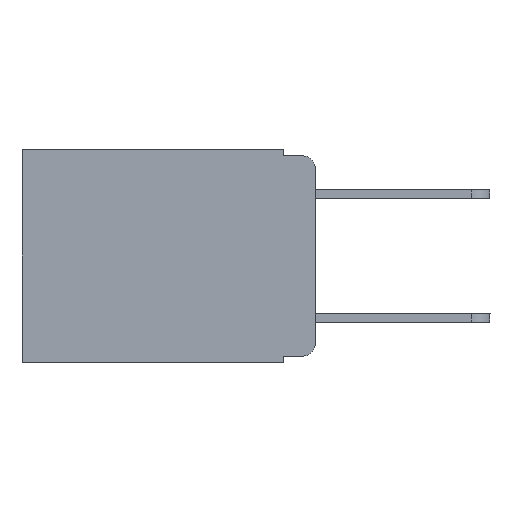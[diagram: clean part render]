
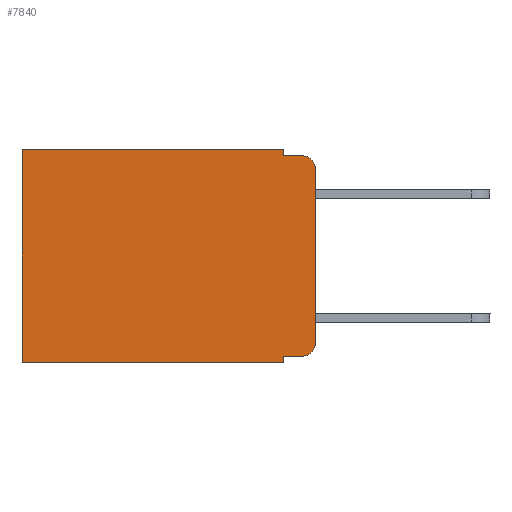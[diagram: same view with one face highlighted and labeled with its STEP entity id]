
A CAD part, left-side view. The second image highlights one B-rep face of the part: STEP entity #7840.
In plain terms, the highlighted planar face has unit normal (-1, 0, 0).
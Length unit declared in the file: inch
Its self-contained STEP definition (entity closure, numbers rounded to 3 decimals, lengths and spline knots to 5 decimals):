
#246 = LINE ( 'NONE', #23819, #11679 ) ;
#760 = DIRECTION ( 'NONE',  ( 0., -1., 0. ) ) ;
#808 = ORIENTED_EDGE ( 'NONE', *, *, #12561, .T. ) ;
#1045 = DIRECTION ( 'NONE',  ( 0., 0., -1. ) ) ;
#1909 = DIRECTION ( 'NONE',  ( -1., 0., 0. ) ) ;
#1954 = CARTESIAN_POINT ( 'NONE',  ( 0.298, 0.051, -0.333 ) ) ;
#2255 = EDGE_CURVE ( 'NONE', #3713, #4300, #16527, .T. ) ;
#2512 = ORIENTED_EDGE ( 'NONE', *, *, #17309, .T. ) ;
#2624 = VERTEX_POINT ( 'NONE', #9992 ) ;
#2646 = FACE_OUTER_BOUND ( 'NONE', #6570, .T. ) ;
#2813 = VECTOR ( 'NONE', #21622, 39.37008 ) ;
#2895 = VERTEX_POINT ( 'NONE', #21910 ) ;
#3177 = CARTESIAN_POINT ( 'NONE',  ( 0.298, 0.051, 0. ) ) ;
#3592 = DIRECTION ( 'NONE',  ( 0., 0., -1. ) ) ;
#3604 = CARTESIAN_POINT ( 'NONE',  ( 0.298, 0.051, -0.333 ) ) ;
#3713 = VERTEX_POINT ( 'NONE', #6873 ) ;
#3838 = EDGE_CURVE ( 'NONE', #19401, #4300, #9970, .T. ) ;
#4204 = DIRECTION ( 'NONE',  ( 0., 0., -1. ) ) ;
#4242 = CIRCLE ( 'NONE', #14316, 0.02 ) ;
#4268 = ORIENTED_EDGE ( 'NONE', *, *, #21067, .T. ) ;
#4300 = VERTEX_POINT ( 'NONE', #13513 ) ;
#5972 = VECTOR ( 'NONE', #8320, 39.37008 ) ;
#6570 = EDGE_LOOP ( 'NONE', ( #25259, #2512, #18249, #22890, #7277, #17390, #12409, #7838, #4268, #808 ) ) ;
#6873 = CARTESIAN_POINT ( 'NONE',  ( 0.298, 0.051, -0.343 ) ) ;
#6936 = DIRECTION ( 'NONE',  ( 0., 1., 0. ) ) ;
#7277 = ORIENTED_EDGE ( 'NONE', *, *, #10624, .T. ) ;
#7287 = VECTOR ( 'NONE', #12278, 39.37008 ) ;
#7331 = VERTEX_POINT ( 'NONE', #22974 ) ;
#7838 = ORIENTED_EDGE ( 'NONE', *, *, #15376, .F. ) ;
#7840 = ADVANCED_FACE ( 'NONE', ( #2646 ), #14882, .F. ) ;
#7856 = VECTOR ( 'NONE', #760, 39.37008 ) ;
#8008 = CARTESIAN_POINT ( 'NONE',  ( 0.298, 0., 0. ) ) ;
#8095 = VERTEX_POINT ( 'NONE', #3604 ) ;
#8320 = DIRECTION ( 'NONE',  ( 0., -1., 0. ) ) ;
#8441 = EDGE_CURVE ( 'NONE', #2895, #7331, #13099, .T. ) ;
#8529 = DIRECTION ( 'NONE',  ( -1., 0., 0. ) ) ;
#8601 = CIRCLE ( 'NONE', #9988, 0.02 ) ;
#9744 = VERTEX_POINT ( 'NONE', #12578 ) ;
#9970 = LINE ( 'NONE', #17084, #13678 ) ;
#9988 = AXIS2_PLACEMENT_3D ( 'NONE', #24678, #8529, #24513 ) ;
#9992 = CARTESIAN_POINT ( 'NONE',  ( 0.298, 0.02, -0.333 ) ) ;
#10624 = EDGE_CURVE ( 'NONE', #21991, #19401, #17925, .T. ) ;
#11679 = VECTOR ( 'NONE', #4204, 39.37008 ) ;
#12102 = CARTESIAN_POINT ( 'NONE',  ( 0.298, 0.473, 0. ) ) ;
#12278 = DIRECTION ( 'NONE',  ( 0., 0., -1. ) ) ;
#12409 = ORIENTED_EDGE ( 'NONE', *, *, #2255, .F. ) ;
#12561 = EDGE_CURVE ( 'NONE', #2624, #9744, #8601, .T. ) ;
#12578 = CARTESIAN_POINT ( 'NONE',  ( 0.298, 0., -0.313 ) ) ;
#12827 = EDGE_CURVE ( 'NONE', #21991, #2895, #246, .T. ) ;
#12872 = CARTESIAN_POINT ( 'NONE',  ( 0.298, 0., -0.343 ) ) ;
#12883 = CARTESIAN_POINT ( 'NONE',  ( 0.298, 0.051, -0.01 ) ) ;
#13099 = LINE ( 'NONE', #12883, #7856 ) ;
#13513 = CARTESIAN_POINT ( 'NONE',  ( 0.298, 0.473, -0.343 ) ) ;
#13678 = VECTOR ( 'NONE', #23055, 39.37008 ) ;
#13997 = EDGE_CURVE ( 'NONE', #22072, #9744, #18693, .T. ) ;
#14316 = AXIS2_PLACEMENT_3D ( 'NONE', #19768, #1909, #15658 ) ;
#14882 = PLANE ( 'NONE',  #22269 ) ;
#15376 = EDGE_CURVE ( 'NONE', #8095, #3713, #16692, .T. ) ;
#15615 = CARTESIAN_POINT ( 'NONE',  ( 0.298, 0., 0. ) ) ;
#15658 = DIRECTION ( 'NONE',  ( 0., 0., -1. ) ) ;
#16527 = LINE ( 'NONE', #12872, #20564 ) ;
#16692 = LINE ( 'NONE', #23184, #23840 ) ;
#17084 = CARTESIAN_POINT ( 'NONE',  ( 0.298, 0.473, 0. ) ) ;
#17309 = EDGE_CURVE ( 'NONE', #22072, #7331, #4242, .T. ) ;
#17390 = ORIENTED_EDGE ( 'NONE', *, *, #3838, .T. ) ;
#17925 = LINE ( 'NONE', #15615, #2813 ) ;
#18249 = ORIENTED_EDGE ( 'NONE', *, *, #8441, .F. ) ;
#18693 = LINE ( 'NONE', #19816, #7287 ) ;
#19029 = CARTESIAN_POINT ( 'NONE',  ( 0.298, 0., -0.03 ) ) ;
#19401 = VERTEX_POINT ( 'NONE', #12102 ) ;
#19768 = CARTESIAN_POINT ( 'NONE',  ( 0.298, 0.02, -0.03 ) ) ;
#19816 = CARTESIAN_POINT ( 'NONE',  ( 0.298, 0., 0. ) ) ;
#20564 = VECTOR ( 'NONE', #6936, 39.37008 ) ;
#21067 = EDGE_CURVE ( 'NONE', #8095, #2624, #21444, .T. ) ;
#21444 = LINE ( 'NONE', #1954, #5972 ) ;
#21622 = DIRECTION ( 'NONE',  ( 0., 1., 0. ) ) ;
#21910 = CARTESIAN_POINT ( 'NONE',  ( 0.298, 0.051, -0.01 ) ) ;
#21991 = VERTEX_POINT ( 'NONE', #3177 ) ;
#22072 = VERTEX_POINT ( 'NONE', #19029 ) ;
#22269 = AXIS2_PLACEMENT_3D ( 'NONE', #8008, #24590, #1045 ) ;
#22890 = ORIENTED_EDGE ( 'NONE', *, *, #12827, .F. ) ;
#22974 = CARTESIAN_POINT ( 'NONE',  ( 0.298, 0.02, -0.01 ) ) ;
#23055 = DIRECTION ( 'NONE',  ( 0., 0., -1. ) ) ;
#23184 = CARTESIAN_POINT ( 'NONE',  ( 0.298, 0.051, 0. ) ) ;
#23819 = CARTESIAN_POINT ( 'NONE',  ( 0.298, 0.051, 0. ) ) ;
#23840 = VECTOR ( 'NONE', #3592, 39.37008 ) ;
#24513 = DIRECTION ( 'NONE',  ( 0., 0., -1. ) ) ;
#24590 = DIRECTION ( 'NONE',  ( 1., 0., 0. ) ) ;
#24678 = CARTESIAN_POINT ( 'NONE',  ( 0.298, 0.02, -0.313 ) ) ;
#25259 = ORIENTED_EDGE ( 'NONE', *, *, #13997, .F. ) ;
